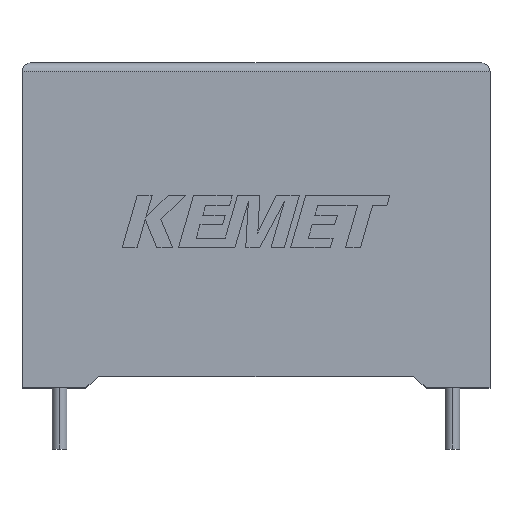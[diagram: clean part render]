
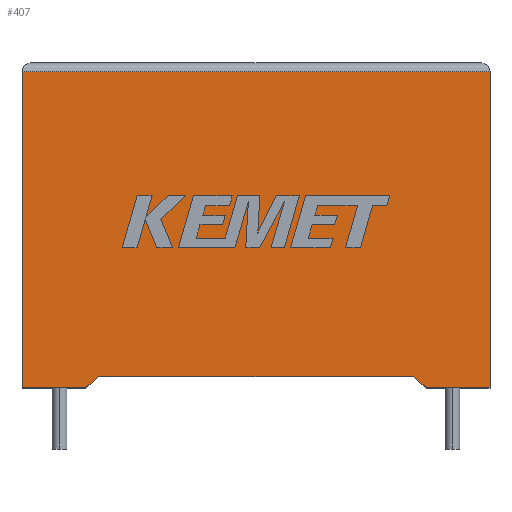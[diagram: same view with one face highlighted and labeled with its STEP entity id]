
A CAD part, top view. The second image highlights one B-rep face of the part: STEP entity #407.
In plain terms, the highlighted planar face has unit normal (0, 0, 1).
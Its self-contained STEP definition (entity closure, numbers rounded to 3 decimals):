
#8 = DIRECTION ( 'NONE',  ( -1., 0., 0. ) ) ;
#54 = VERTEX_POINT ( 'NONE', #2849 ) ;
#148 = VECTOR ( 'NONE', #1744, 1000. ) ;
#179 = CARTESIAN_POINT ( 'NONE',  ( 13.4, 0.641, 10.2 ) ) ;
#202 = VECTOR ( 'NONE', #1710, 1000. ) ;
#217 = CARTESIAN_POINT ( 'NONE',  ( 22.406, 0.641, 10.2 ) ) ;
#245 = CARTESIAN_POINT ( 'NONE',  ( 0., 0., 10.2 ) ) ;
#246 = DIRECTION ( 'NONE',  ( 0., -1., 0. ) ) ;
#266 = ORIENTED_EDGE ( 'NONE', *, *, #1882, .T. ) ;
#268 = LINE ( 'NONE', #2429, #673 ) ;
#349 = VECTOR ( 'NONE', #8, 1000. ) ;
#364 = EDGE_CURVE ( 'NONE', #1831, #54, #1635, .T. ) ;
#399 = DIRECTION ( 'NONE',  ( -1., 0., 0. ) ) ;
#407 = ADVANCED_FACE ( 'NONE', ( #1254 ), #2642, .F. ) ;
#419 = VECTOR ( 'NONE', #399, 1000. ) ;
#461 = CARTESIAN_POINT ( 'NONE',  ( 0., 0., 10.2 ) ) ;
#485 = CARTESIAN_POINT ( 'NONE',  ( 26.8, 0., 10.2 ) ) ;
#510 = EDGE_CURVE ( 'NONE', #1207, #1434, #2973, .T. ) ;
#673 = VECTOR ( 'NONE', #1258, 1000. ) ;
#699 = CARTESIAN_POINT ( 'NONE',  ( 0., 18.1, 10.2 ) ) ;
#780 = CARTESIAN_POINT ( 'NONE',  ( 23.15, 0., 10.2 ) ) ;
#783 = VECTOR ( 'NONE', #2809, 1000. ) ;
#822 = CARTESIAN_POINT ( 'NONE',  ( 23.15, 0., 10.2 ) ) ;
#824 = CARTESIAN_POINT ( 'NONE',  ( 3.65, 0., 10.2 ) ) ;
#901 = CARTESIAN_POINT ( 'NONE',  ( 0., 18.1, 10.2 ) ) ;
#919 = CARTESIAN_POINT ( 'NONE',  ( 26.8, 18.1, 10.2 ) ) ;
#991 = EDGE_CURVE ( 'NONE', #2415, #1650, #2518, .T. ) ;
#1153 = LINE ( 'NONE', #2052, #1892 ) ;
#1165 = VERTEX_POINT ( 'NONE', #822 ) ;
#1193 = ORIENTED_EDGE ( 'NONE', *, *, #1553, .F. ) ;
#1207 = VERTEX_POINT ( 'NONE', #485 ) ;
#1213 = EDGE_CURVE ( 'NONE', #54, #1937, #1153, .T. ) ;
#1254 = FACE_OUTER_BOUND ( 'NONE', #1929, .T. ) ;
#1258 = DIRECTION ( 'NONE',  ( -0.758, -0.653, 0. ) ) ;
#1390 = ORIENTED_EDGE ( 'NONE', *, *, #991, .F. ) ;
#1394 = LINE ( 'NONE', #901, #349 ) ;
#1433 = CARTESIAN_POINT ( 'NONE',  ( 0., 0., 10.2 ) ) ;
#1434 = VERTEX_POINT ( 'NONE', #919 ) ;
#1531 = ORIENTED_EDGE ( 'NONE', *, *, #1995, .T. ) ;
#1553 = EDGE_CURVE ( 'NONE', #1650, #1937, #268, .T. ) ;
#1635 = LINE ( 'NONE', #461, #2946 ) ;
#1650 = VERTEX_POINT ( 'NONE', #2378 ) ;
#1710 = DIRECTION ( 'NONE',  ( 0.758, -0.653, 0. ) ) ;
#1716 = ORIENTED_EDGE ( 'NONE', *, *, #510, .T. ) ;
#1744 = DIRECTION ( 'NONE',  ( 0., 1., 0. ) ) ;
#1753 = ORIENTED_EDGE ( 'NONE', *, *, #1213, .T. ) ;
#1831 = VERTEX_POINT ( 'NONE', #699 ) ;
#1882 = EDGE_CURVE ( 'NONE', #1165, #1207, #1906, .T. ) ;
#1892 = VECTOR ( 'NONE', #3024, 1000. ) ;
#1906 = LINE ( 'NONE', #245, #783 ) ;
#1929 = EDGE_LOOP ( 'NONE', ( #1716, #2327, #2031, #1753, #1193, #1390, #1531, #266 ) ) ;
#1937 = VERTEX_POINT ( 'NONE', #824 ) ;
#1995 = EDGE_CURVE ( 'NONE', #2415, #1165, #2459, .T. ) ;
#2031 = ORIENTED_EDGE ( 'NONE', *, *, #364, .T. ) ;
#2052 = CARTESIAN_POINT ( 'NONE',  ( 0., 0., 10.2 ) ) ;
#2327 = ORIENTED_EDGE ( 'NONE', *, *, #2528, .T. ) ;
#2378 = CARTESIAN_POINT ( 'NONE',  ( 4.394, 0.641, 10.2 ) ) ;
#2390 = DIRECTION ( 'NONE',  ( -1., 0., 0. ) ) ;
#2410 = DIRECTION ( 'NONE',  ( 0., 0., -1. ) ) ;
#2415 = VERTEX_POINT ( 'NONE', #217 ) ;
#2429 = CARTESIAN_POINT ( 'NONE',  ( 3.65, 0., 10.2 ) ) ;
#2459 = LINE ( 'NONE', #780, #202 ) ;
#2518 = LINE ( 'NONE', #179, #419 ) ;
#2528 = EDGE_CURVE ( 'NONE', #1434, #1831, #1394, .T. ) ;
#2642 = PLANE ( 'NONE',  #3048 ) ;
#2753 = CARTESIAN_POINT ( 'NONE',  ( 26.8, 0., 10.2 ) ) ;
#2809 = DIRECTION ( 'NONE',  ( 1., 0., 0. ) ) ;
#2849 = CARTESIAN_POINT ( 'NONE',  ( 0., 0., 10.2 ) ) ;
#2946 = VECTOR ( 'NONE', #246, 1000. ) ;
#2973 = LINE ( 'NONE', #2753, #148 ) ;
#3024 = DIRECTION ( 'NONE',  ( 1., 0., 0. ) ) ;
#3048 = AXIS2_PLACEMENT_3D ( 'NONE', #1433, #2410, #2390 ) ;
